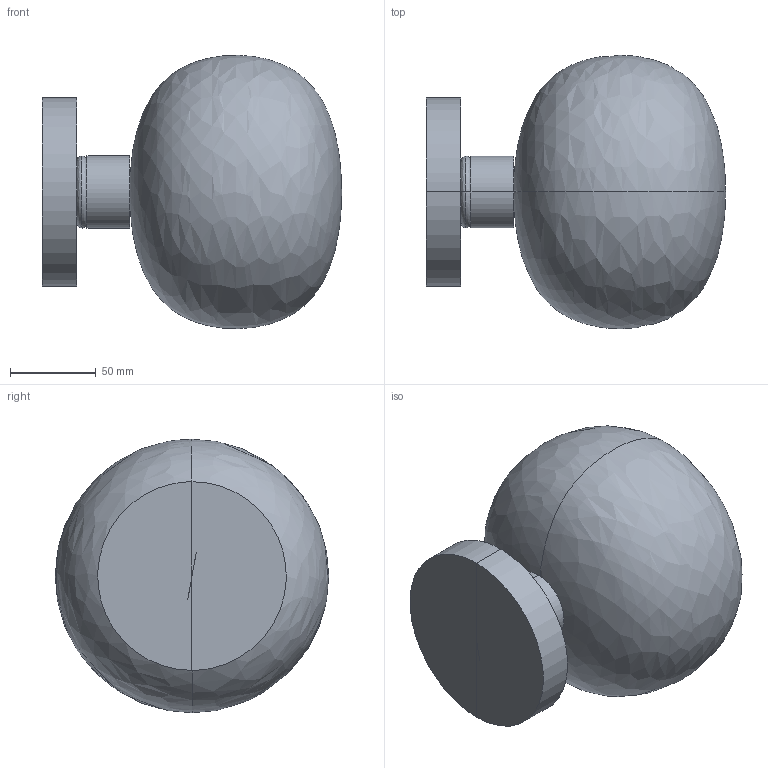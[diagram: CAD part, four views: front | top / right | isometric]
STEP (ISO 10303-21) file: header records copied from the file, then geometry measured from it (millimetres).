
FILE_DESCRIPTION(/* description */ (''),/* implementation_level */ '2;1');
FILE_NAME(/* name */ '172A24~1',/* time_stamp */ '2020-05-13T15:38:58+02:00',/* author */ (''),/* organization */ (''),/* preprocessor_version */ 'ST-DEVELOPER v15',/* originating_system */ '',/* authorisation */ '');
FILE_SCHEMA (('AUTOMOTIVE_DESIGN'));
Length unit declared in the file: millimetre
Products named in the file (1): Document
Bounding box: 174.41 x 159.43 x 159.39 mm (x, y, z)
Volume: 2026157.8 mm3; surface area: 106501.7 mm2
Topology: 4 solids, 4 shells, 18 faces, 42 edges, 18 vertices
Faces by surface type: bspline 18
Entity records: 654 total; most frequent: CARTESIAN_POINT 416, ORIENTED_EDGE 60, EDGE_CURVE 30, ADVANCED_FACE 18, FACE_OUTER_BOUND 18, EDGE_LOOP 18, VERTEX_POINT 18, B_SPLINE_CURVE_WITH_KNOTS 9
